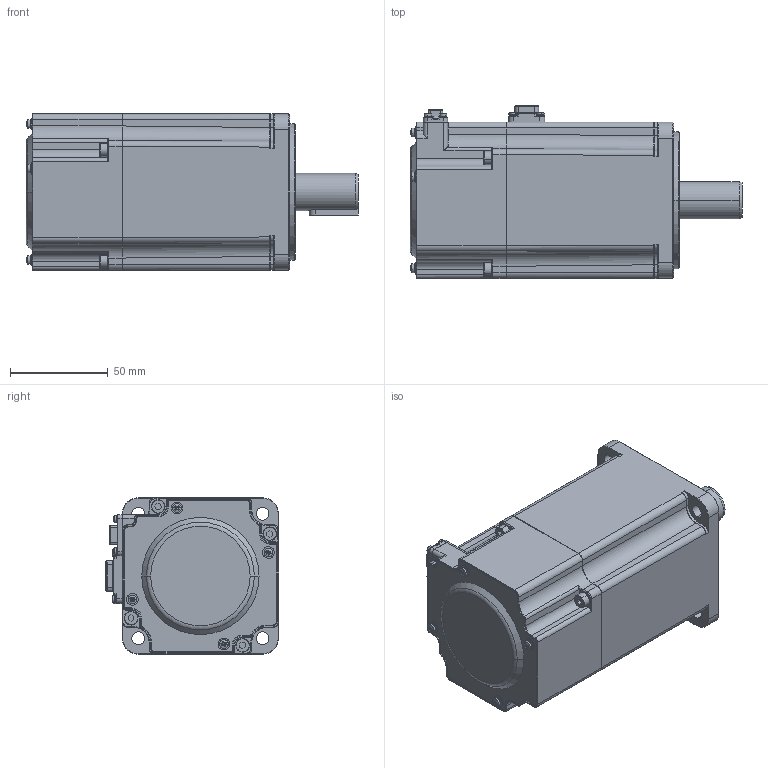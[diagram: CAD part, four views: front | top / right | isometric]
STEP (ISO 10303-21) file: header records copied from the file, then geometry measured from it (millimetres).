
FILE_DESCRIPTION (( 'STEP AP214' ), '1' );
FILE_NAME ('80刹车总装直插（刹车后端盖）.STEP', '2022-07-21T02:03:38', ( '' ), ( '' ), 'SwSTEP 2.0', 'SolidWorks 2021', '' );
FILE_SCHEMA (( 'AUTOMOTIVE_DESIGN' ));
Length unit declared in the file: millimetre
Products named in the file (1): 80刹车总装直插（刹车后端盖）
Bounding box: 169.9 x 88.6 x 80 mm (x, y, z)
Volume: 376397.8 mm3; surface area: 180938.5 mm2
Topology: 72 solids, 72 shells, 4698 faces, 11612 edges, 7110 vertices
Faces by surface type: plane 2073, cylinder 1304, cone 447, bspline 430, torus 377, sphere 67
Entity records: 213726 total; most frequent: CARTESIAN_POINT 52404, ORIENTED_EDGE 22896, DIRECTION 22388, EDGE_CURVE 11448, AXIS2_PLACEMENT_3D 8231, VERTEX_POINT 7077, LINE 5926, VECTOR 5926
